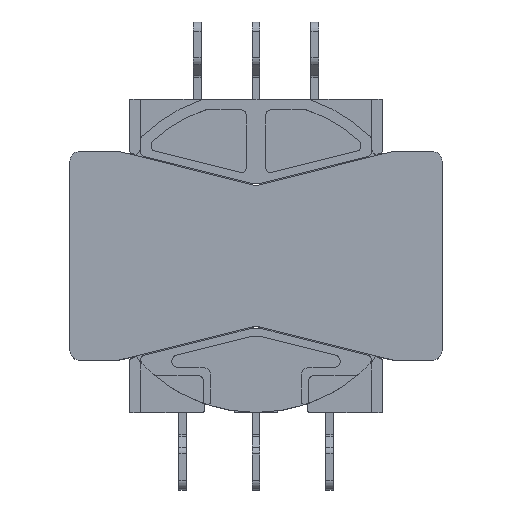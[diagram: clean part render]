
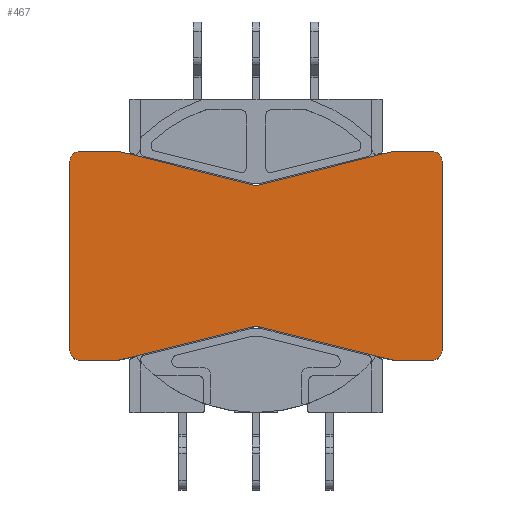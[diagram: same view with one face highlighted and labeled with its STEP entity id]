
A CAD part, top view. The second image highlights one B-rep face of the part: STEP entity #467.
In plain terms, the highlighted face is planar.
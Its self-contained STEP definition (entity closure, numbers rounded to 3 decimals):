
#467 = ADVANCED_FACE( '', ( #1248 ), #1249, .F. );
#1248 = FACE_OUTER_BOUND( '', #2355, .T. );
#1249 = PLANE( '', #2356 );
#2355 = EDGE_LOOP( '', ( #3684, #3685, #3686, #3687, #3688, #3689, #3690, #3691, #3692, #3693, #3694, #3695, #3696, #3697, #3698, #3699 ) );
#2356 = AXIS2_PLACEMENT_3D( '', #3700, #3701, #3702 );
#3684 = ORIENTED_EDGE( '', *, *, #7038, .F. );
#3685 = ORIENTED_EDGE( '', *, *, #7039, .T. );
#3686 = ORIENTED_EDGE( '', *, *, #7040, .F. );
#3687 = ORIENTED_EDGE( '', *, *, #7041, .T. );
#3688 = ORIENTED_EDGE( '', *, *, #7042, .F. );
#3689 = ORIENTED_EDGE( '', *, *, #7043, .F. );
#3690 = ORIENTED_EDGE( '', *, *, #7044, .T. );
#3691 = ORIENTED_EDGE( '', *, *, #7045, .F. );
#3692 = ORIENTED_EDGE( '', *, *, #7046, .F. );
#3693 = ORIENTED_EDGE( '', *, *, #7047, .T. );
#3694 = ORIENTED_EDGE( '', *, *, #7048, .F. );
#3695 = ORIENTED_EDGE( '', *, *, #7049, .T. );
#3696 = ORIENTED_EDGE( '', *, *, #7050, .F. );
#3697 = ORIENTED_EDGE( '', *, *, #7051, .T. );
#3698 = ORIENTED_EDGE( '', *, *, #7052, .T. );
#3699 = ORIENTED_EDGE( '', *, *, #7031, .T. );
#3700 = CARTESIAN_POINT( '', ( -19., -10.66, -6.25 ) );
#3701 = DIRECTION( '', ( 0., 0., 1. ) );
#3702 = DIRECTION( '', ( 1., 0., 0. ) );
#7031 = EDGE_CURVE( '', #8571, #8572, #8573, .T. );
#7038 = EDGE_CURVE( '', #8584, #8572, #8585, .T. );
#7039 = EDGE_CURVE( '', #8584, #8586, #8587, .F. );
#7040 = EDGE_CURVE( '', #8588, #8586, #8589, .T. );
#7041 = EDGE_CURVE( '', #8588, #8590, #8591, .F. );
#7042 = EDGE_CURVE( '', #8592, #8590, #8593, .T. );
#7043 = EDGE_CURVE( '', #8594, #8592, #8595, .T. );
#7044 = EDGE_CURVE( '', #8594, #8596, #8597, .T. );
#7045 = EDGE_CURVE( '', #8598, #8596, #8599, .T. );
#7046 = EDGE_CURVE( '', #8600, #8598, #8601, .T. );
#7047 = EDGE_CURVE( '', #8600, #8602, #8603, .F. );
#7048 = EDGE_CURVE( '', #8604, #8602, #8605, .T. );
#7049 = EDGE_CURVE( '', #8604, #8606, #8607, .F. );
#7050 = EDGE_CURVE( '', #8608, #8606, #8609, .T. );
#7051 = EDGE_CURVE( '', #8608, #8610, #8611, .T. );
#7052 = EDGE_CURVE( '', #8610, #8571, #8612, .T. );
#8571 = VERTEX_POINT( '', #10746 );
#8572 = VERTEX_POINT( '', #10747 );
#8573 = LINE( '', #10748, #10749 );
#8584 = VERTEX_POINT( '', #10765 );
#8585 = LINE( '', #10766, #10767 );
#8586 = VERTEX_POINT( '', #10768 );
#8587 = CIRCLE( '', #10769, 1. );
#8588 = VERTEX_POINT( '', #10770 );
#8589 = LINE( '', #10771, #10772 );
#8590 = VERTEX_POINT( '', #10773 );
#8591 = CIRCLE( '', #10774, 1. );
#8592 = VERTEX_POINT( '', #10775 );
#8593 = LINE( '', #10776, #10777 );
#8594 = VERTEX_POINT( '', #10778 );
#8595 = LINE( '', #10779, #10780 );
#8596 = VERTEX_POINT( '', #10781 );
#8597 = CIRCLE( '', #10782, 0.5 );
#8598 = VERTEX_POINT( '', #10783 );
#8599 = LINE( '', #10784, #10785 );
#8600 = VERTEX_POINT( '', #10786 );
#8601 = LINE( '', #10787, #10788 );
#8602 = VERTEX_POINT( '', #10789 );
#8603 = CIRCLE( '', #10790, 1. );
#8604 = VERTEX_POINT( '', #10791 );
#8605 = LINE( '', #10792, #10793 );
#8606 = VERTEX_POINT( '', #10794 );
#8607 = CIRCLE( '', #10795, 1. );
#8608 = VERTEX_POINT( '', #10796 );
#8609 = LINE( '', #10797, #10798 );
#8610 = VERTEX_POINT( '', #10799 );
#8611 = LINE( '', #10800, #10801 );
#8612 = CIRCLE( '', #10802, 0.5 );
#10746 = CARTESIAN_POINT( '', ( -0.121, -7.2, -6.25 ) );
#10747 = CARTESIAN_POINT( '', ( -14., -10.66, -6.25 ) );
#10748 = CARTESIAN_POINT( '', ( -18.707, -11.834, -6.25 ) );
#10749 = VECTOR( '', #13298, 1000. );
#10765 = CARTESIAN_POINT( '', ( -18., -10.66, -6.25 ) );
#10766 = CARTESIAN_POINT( '', ( -19., -10.66, -6.25 ) );
#10767 = VECTOR( '', #13304, 1000. );
#10768 = CARTESIAN_POINT( '', ( -19., -9.66, -6.25 ) );
#10769 = AXIS2_PLACEMENT_3D( '', #13305, #13306, #13307 );
#10770 = CARTESIAN_POINT( '', ( -19., 9.66, -6.25 ) );
#10771 = CARTESIAN_POINT( '', ( -19., 10.66, -6.25 ) );
#10772 = VECTOR( '', #13308, 1000. );
#10773 = CARTESIAN_POINT( '', ( -18., 10.66, -6.25 ) );
#10774 = AXIS2_PLACEMENT_3D( '', #13309, #13310, #13311 );
#10775 = CARTESIAN_POINT( '', ( -14., 10.66, -6.25 ) );
#10776 = CARTESIAN_POINT( '', ( 19., 10.66, -6.25 ) );
#10777 = VECTOR( '', #13312, 1000. );
#10778 = CARTESIAN_POINT( '', ( -0.121, 7.2, -6.25 ) );
#10779 = CARTESIAN_POINT( '', ( -13.703, 10.586, -6.25 ) );
#10780 = VECTOR( '', #13313, 1000. );
#10781 = CARTESIAN_POINT( '', ( 0.121, 7.2, -6.25 ) );
#10782 = AXIS2_PLACEMENT_3D( '', #13314, #13315, #13316 );
#10783 = CARTESIAN_POINT( '', ( 14., 10.66, -6.25 ) );
#10784 = CARTESIAN_POINT( '', ( -22.073, 1.666, -6.25 ) );
#10785 = VECTOR( '', #13317, 1000. );
#10786 = CARTESIAN_POINT( '', ( 18., 10.66, -6.25 ) );
#10787 = CARTESIAN_POINT( '', ( 19., 10.66, -6.25 ) );
#10788 = VECTOR( '', #13318, 1000. );
#10789 = CARTESIAN_POINT( '', ( 19., 9.66, -6.25 ) );
#10790 = AXIS2_PLACEMENT_3D( '', #13319, #13320, #13321 );
#10791 = CARTESIAN_POINT( '', ( 19., -9.66, -6.25 ) );
#10792 = CARTESIAN_POINT( '', ( 19., -10.66, -6.25 ) );
#10793 = VECTOR( '', #13322, 1000. );
#10794 = CARTESIAN_POINT( '', ( 18., -10.66, -6.25 ) );
#10795 = AXIS2_PLACEMENT_3D( '', #13323, #13324, #13325 );
#10796 = CARTESIAN_POINT( '', ( 14., -10.66, -6.25 ) );
#10797 = CARTESIAN_POINT( '', ( -19., -10.66, -6.25 ) );
#10798 = VECTOR( '', #13326, 1000. );
#10799 = CARTESIAN_POINT( '', ( 0.121, -7.2, -6.25 ) );
#10800 = CARTESIAN_POINT( '', ( -17.069, -2.914, -6.25 ) );
#10801 = VECTOR( '', #13327, 1000. );
#10802 = AXIS2_PLACEMENT_3D( '', #13328, #13329, #13330 );
#13298 = DIRECTION( '', ( -0.97, -0.242, 0. ) );
#13304 = DIRECTION( '', ( 1., 0., 0. ) );
#13305 = CARTESIAN_POINT( '', ( -18., -9.66, -6.25 ) );
#13306 = DIRECTION( '', ( 0., 0., 1. ) );
#13307 = DIRECTION( '', ( 1., 0., 0. ) );
#13308 = DIRECTION( '', ( 0., -1., 0. ) );
#13309 = CARTESIAN_POINT( '', ( -18., 9.66, -6.25 ) );
#13310 = DIRECTION( '', ( 0., 0., 1. ) );
#13311 = DIRECTION( '', ( 1., 0., 0. ) );
#13312 = DIRECTION( '', ( -1., 0., 0. ) );
#13313 = DIRECTION( '', ( -0.97, 0.242, 0. ) );
#13314 = CARTESIAN_POINT( '', ( 0., 7.685, -6.25 ) );
#13315 = DIRECTION( '', ( 0., 0., 1. ) );
#13316 = DIRECTION( '', ( 1., 0., 0. ) );
#13317 = DIRECTION( '', ( -0.97, -0.242, 0. ) );
#13318 = DIRECTION( '', ( -1., 0., 0. ) );
#13319 = CARTESIAN_POINT( '', ( 18., 9.66, -6.25 ) );
#13320 = DIRECTION( '', ( 0., 0., 1. ) );
#13321 = DIRECTION( '', ( 1., 0., 0. ) );
#13322 = DIRECTION( '', ( 0., 1., 0. ) );
#13323 = CARTESIAN_POINT( '', ( 18., -9.66, -6.25 ) );
#13324 = DIRECTION( '', ( 0., 0., 1. ) );
#13325 = DIRECTION( '', ( 1., 0., 0. ) );
#13326 = DIRECTION( '', ( 1., 0., 0. ) );
#13327 = DIRECTION( '', ( -0.97, 0.242, 0. ) );
#13328 = CARTESIAN_POINT( '', ( 0., -7.685, -6.25 ) );
#13329 = DIRECTION( '', ( 0., 0., 1. ) );
#13330 = DIRECTION( '', ( 1., 0., 0. ) );
